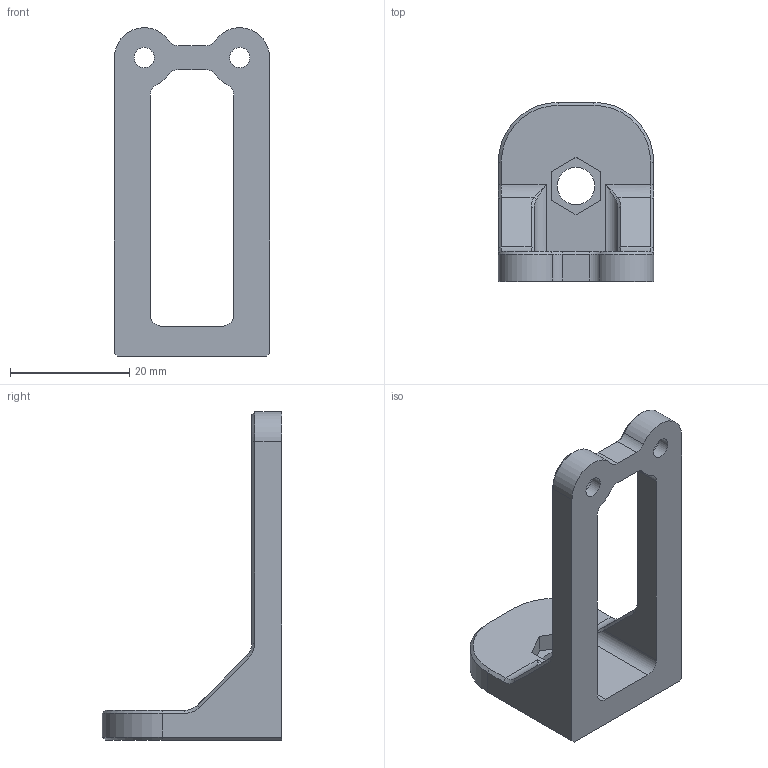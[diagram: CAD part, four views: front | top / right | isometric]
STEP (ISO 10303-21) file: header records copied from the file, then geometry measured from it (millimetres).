
FILE_DESCRIPTION (( 'STEP AP203' ), '1' );
FILE_NAME ('432-00086 Antenna Mount Astro.STEP', '2025-01-24T20:13:19', ( '' ), ( '' ), 'SwSTEP 2.0', 'SolidWorks 2020', '' );
FILE_SCHEMA (( 'CONFIG_CONTROL_DESIGN' ));
Length unit declared in the file: millimetre
Products named in the file (1): 432-00086 Antenna Mount Astro
Bounding box: 26 x 30 x 54.99 mm (x, y, z)
Volume: 7167.4 mm3; surface area: 4569.5 mm2
Topology: 1 solids, 1 shells, 85 faces, 206 edges, 123 vertices
Faces by surface type: plane 38, cylinder 23, cone 20, bspline 4
Full cylindrical faces by diameter (mm): 3.4 x2, 6.25 x1, 6.5 x2
Entity records: 2848 total; most frequent: CARTESIAN_POINT 803, DIRECTION 412, ORIENTED_EDGE 396, EDGE_CURVE 198, AXIS2_PLACEMENT_3D 144, LINE 124, VECTOR 124, VERTEX_POINT 122
